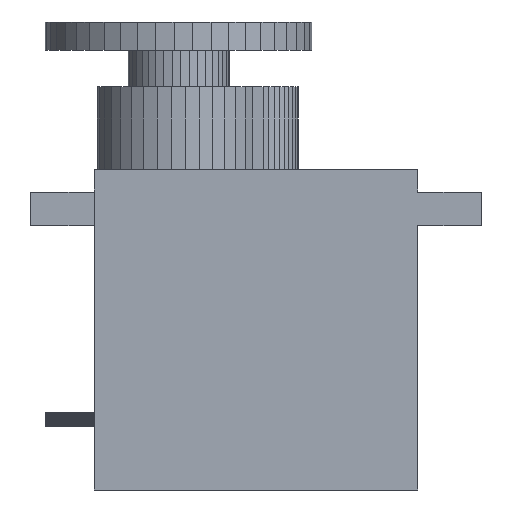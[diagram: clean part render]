
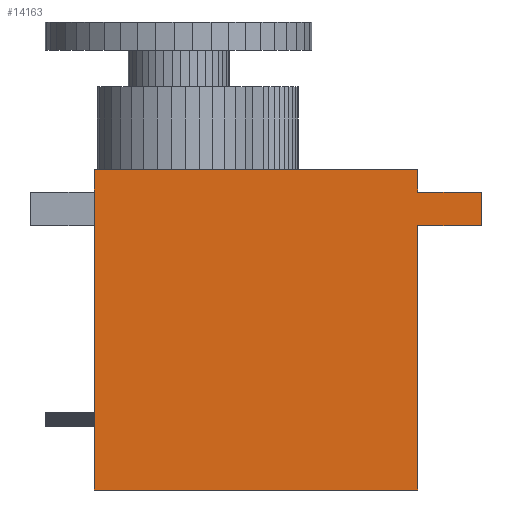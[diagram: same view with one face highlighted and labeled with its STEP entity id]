
A CAD part, front view. The second image highlights one B-rep face of the part: STEP entity #14163.
In plain terms, the highlighted planar face has unit normal (0, -1, 0).
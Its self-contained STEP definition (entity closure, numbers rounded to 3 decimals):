
#8993=CARTESIAN_POINT('',(4.55,3.2,21.2));
#8994=VERTEX_POINT('',#8993);
#9002=CARTESIAN_POINT('',(4.55,3.2,18.8));
#9003=VERTEX_POINT('',#9002);
#9010=CARTESIAN_POINT('',(4.55,3.2,18.8));
#9011=DIRECTION('',(0.0,0.0,1.0));
#9012=VECTOR('',#9011,2.4);
#9013=LINE('',#9010,#9012);
#9014=EDGE_CURVE('',#9003,#8994,#9013,.T.);
#13021=CARTESIAN_POINT('',(4.55,3.2,22.8));
#13022=VERTEX_POINT('',#13021);
#13038=CARTESIAN_POINT('',(4.55,3.2,21.2));
#13039=DIRECTION('',(0.0,0.0,1.0));
#13040=VECTOR('',#13039,1.6);
#13041=LINE('',#13038,#13040);
#13042=EDGE_CURVE('',#8994,#13022,#13041,.T.);
#13052=CARTESIAN_POINT('',(27.55,3.2,22.8));
#13053=VERTEX_POINT('',#13052);
#13062=CARTESIAN_POINT('',(27.55,3.2,21.2));
#13063=VERTEX_POINT('',#13062);
#13064=CARTESIAN_POINT('',(27.55,3.2,21.2));
#13065=DIRECTION('',(0.0,0.0,1.0));
#13066=VECTOR('',#13065,1.6);
#13067=LINE('',#13064,#13066);
#13068=EDGE_CURVE('',#13063,#13053,#13067,.T.);
#13132=CARTESIAN_POINT('',(32.1,3.2,21.2));
#13133=VERTEX_POINT('',#13132);
#13140=CARTESIAN_POINT('',(32.1,3.2,18.8));
#13141=VERTEX_POINT('',#13140);
#13142=CARTESIAN_POINT('',(32.1,3.2,18.8));
#13143=DIRECTION('',(0.0,0.0,1.0));
#13144=VECTOR('',#13143,2.4);
#13145=LINE('',#13142,#13144);
#13146=EDGE_CURVE('',#13141,#13133,#13145,.T.);
#14110=CARTESIAN_POINT('',(4.55,3.2,0.0));
#14111=DIRECTION('',(0.0,-1.0,0.0));
#14112=DIRECTION('',(0.0,0.0,-1.0));
#14113=AXIS2_PLACEMENT_3D('',#14110,#14111,#14112);
#14114=PLANE('',#14113);
#14115=CARTESIAN_POINT('',(4.55,3.2,0.0));
#14116=VERTEX_POINT('',#14115);
#14117=CARTESIAN_POINT('',(27.55,3.2,0.0));
#14118=VERTEX_POINT('',#14117);
#14119=CARTESIAN_POINT('',(4.55,3.2,0.0));
#14120=DIRECTION('',(1.0,0.0,0.0));
#14121=VECTOR('',#14120,23.0);
#14122=LINE('',#14119,#14121);
#14123=EDGE_CURVE('',#14116,#14118,#14122,.T.);
#14124=ORIENTED_EDGE('',*,*,#14123,.T.);
#14125=CARTESIAN_POINT('',(27.55,3.2,18.8));
#14126=VERTEX_POINT('',#14125);
#14127=CARTESIAN_POINT('',(27.55,3.2,0.0));
#14128=DIRECTION('',(0.0,0.0,1.0));
#14129=VECTOR('',#14128,18.8);
#14130=LINE('',#14127,#14129);
#14131=EDGE_CURVE('',#14118,#14126,#14130,.T.);
#14132=ORIENTED_EDGE('',*,*,#14131,.T.);
#14133=CARTESIAN_POINT('',(27.55,3.2,18.8));
#14134=DIRECTION('',(1.0,0.0,0.0));
#14135=VECTOR('',#14134,4.55);
#14136=LINE('',#14133,#14135);
#14137=EDGE_CURVE('',#14126,#13141,#14136,.T.);
#14138=ORIENTED_EDGE('',*,*,#14137,.T.);
#14139=ORIENTED_EDGE('',*,*,#13146,.T.);
#14140=CARTESIAN_POINT('',(27.55,3.2,21.2));
#14141=DIRECTION('',(1.0,0.0,0.0));
#14142=VECTOR('',#14141,4.55);
#14143=LINE('',#14140,#14142);
#14144=EDGE_CURVE('',#13063,#13133,#14143,.T.);
#14145=ORIENTED_EDGE('',*,*,#14144,.F.);
#14146=ORIENTED_EDGE('',*,*,#13068,.T.);
#14147=CARTESIAN_POINT('',(4.55,3.2,22.8));
#14148=DIRECTION('',(1.0,0.0,0.0));
#14149=VECTOR('',#14148,23.0);
#14150=LINE('',#14147,#14149);
#14151=EDGE_CURVE('',#13022,#13053,#14150,.T.);
#14152=ORIENTED_EDGE('',*,*,#14151,.F.);
#14153=ORIENTED_EDGE('',*,*,#13042,.F.);
#14154=ORIENTED_EDGE('',*,*,#9014,.F.);
#14155=CARTESIAN_POINT('',(4.55,3.2,0.0));
#14156=DIRECTION('',(0.0,0.0,1.0));
#14157=VECTOR('',#14156,18.8);
#14158=LINE('',#14155,#14157);
#14159=EDGE_CURVE('',#14116,#9003,#14158,.T.);
#14160=ORIENTED_EDGE('',*,*,#14159,.F.);
#14161=EDGE_LOOP('',(#14124,#14132,#14138,#14139,#14145,#14146,#14152,#14153,#14154,#14160));
#14162=FACE_OUTER_BOUND('',#14161,.T.);
#14163=ADVANCED_FACE('',(#14162),#14114,.T.);
